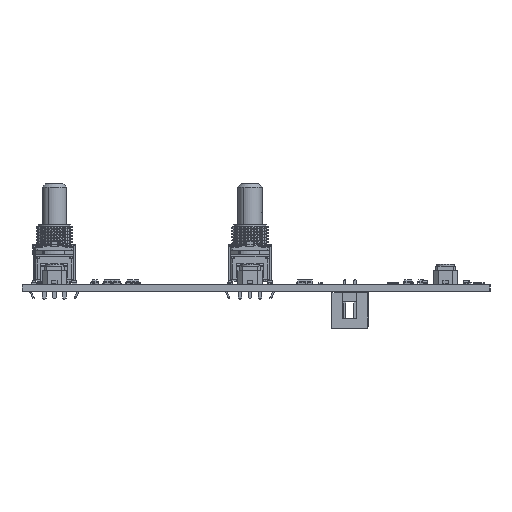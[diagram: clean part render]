
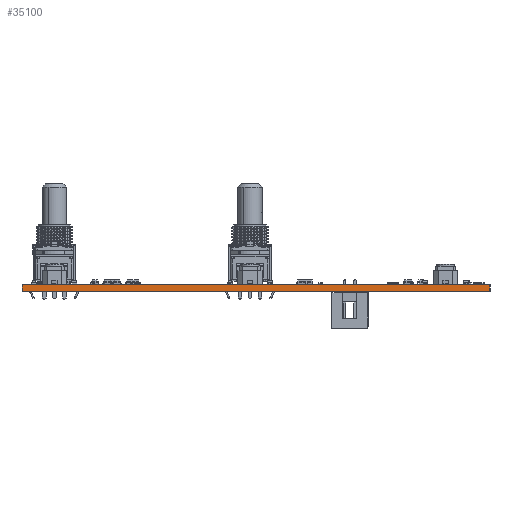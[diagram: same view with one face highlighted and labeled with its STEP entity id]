
A CAD part, left-side view. The second image highlights one B-rep face of the part: STEP entity #35100.
In plain terms, the highlighted planar face has unit normal (-1, 0, 0).
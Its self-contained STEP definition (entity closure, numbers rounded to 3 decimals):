
#35044 = VERTEX_POINT('',#35045);
#35045 = CARTESIAN_POINT('',(76.,-192.,1.6));
#35051 = EDGE_CURVE('',#35052,#35044,#35054,.T.);
#35052 = VERTEX_POINT('',#35053);
#35053 = CARTESIAN_POINT('',(76.,-192.,0.));
#35054 = LINE('',#35055,#35056);
#35055 = CARTESIAN_POINT('',(76.,-192.,0.));
#35056 = VECTOR('',#35057,1.);
#35057 = DIRECTION('',(0.,0.,1.));
#35100 = ADVANCED_FACE('',(#35101),#35126,.T.);
#35101 = FACE_BOUND('',#35102,.T.);
#35102 = EDGE_LOOP('',(#35103,#35104,#35112,#35120));
#35103 = ORIENTED_EDGE('',*,*,#35051,.T.);
#35104 = ORIENTED_EDGE('',*,*,#35105,.T.);
#35105 = EDGE_CURVE('',#35044,#35106,#35108,.T.);
#35106 = VERTEX_POINT('',#35107);
#35107 = CARTESIAN_POINT('',(76.,-76.,1.6));
#35108 = LINE('',#35109,#35110);
#35109 = CARTESIAN_POINT('',(76.,-192.,1.6));
#35110 = VECTOR('',#35111,1.);
#35111 = DIRECTION('',(0.,1.,0.));
#35112 = ORIENTED_EDGE('',*,*,#35113,.F.);
#35113 = EDGE_CURVE('',#35114,#35106,#35116,.T.);
#35114 = VERTEX_POINT('',#35115);
#35115 = CARTESIAN_POINT('',(76.,-76.,0.));
#35116 = LINE('',#35117,#35118);
#35117 = CARTESIAN_POINT('',(76.,-76.,0.));
#35118 = VECTOR('',#35119,1.);
#35119 = DIRECTION('',(0.,0.,1.));
#35120 = ORIENTED_EDGE('',*,*,#35121,.F.);
#35121 = EDGE_CURVE('',#35052,#35114,#35122,.T.);
#35122 = LINE('',#35123,#35124);
#35123 = CARTESIAN_POINT('',(76.,-192.,0.));
#35124 = VECTOR('',#35125,1.);
#35125 = DIRECTION('',(0.,1.,0.));
#35126 = PLANE('',#35127);
#35127 = AXIS2_PLACEMENT_3D('',#35128,#35129,#35130);
#35128 = CARTESIAN_POINT('',(76.,-192.,0.));
#35129 = DIRECTION('',(-1.,0.,0.));
#35130 = DIRECTION('',(0.,1.,0.));
